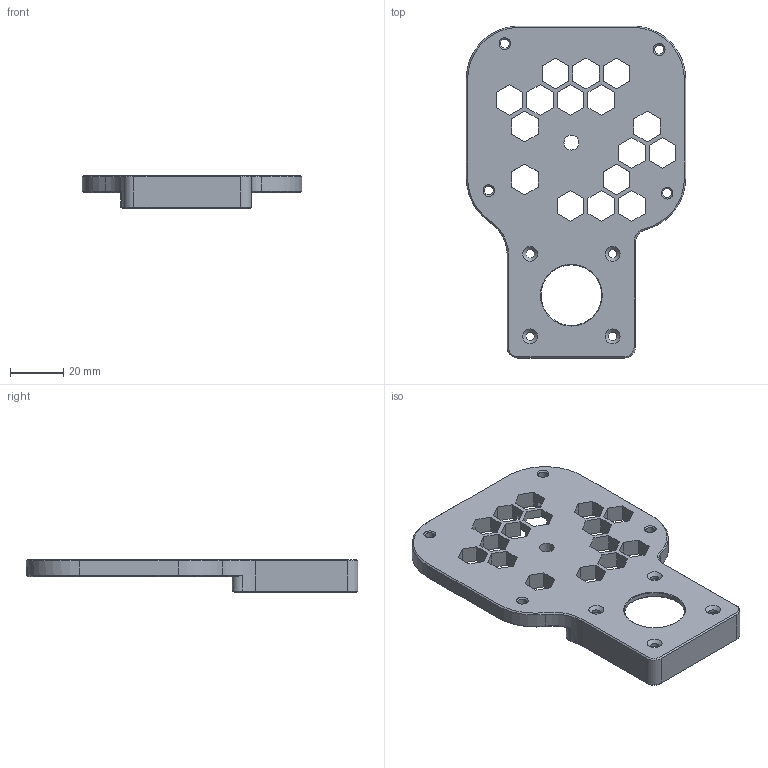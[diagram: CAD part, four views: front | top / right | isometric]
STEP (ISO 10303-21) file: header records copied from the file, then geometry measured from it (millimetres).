
FILE_DESCRIPTION(/* description */ (''),/* implementation_level */ '2;1');
FILE_NAME(/* name */ '3. Carriage Motor 2040.step',/* time_stamp */ '2020-06-19T04:11:45-03:00',/* author */ (''),/* organization */ (''),/* preprocessor_version */ 'ST-DEVELOPER v18.1',/* originating_system */ 'Autodesk Translation Framework v9.3.0.1241',/* authorisation */ '');
FILE_SCHEMA (('AUTOMOTIVE_DESIGN { 1 0 10303 214 3 1 1 }'));
Length unit declared in the file: millimetre
Products named in the file (1): 3. Carriage Motor 2040
Bounding box: 82.5 x 124.82 x 12.4 mm (x, y, z)
Volume: 36797.4 mm3; surface area: 22253.2 mm2
Topology: 1 solids, 1 shells, 214 faces, 589 edges, 376 vertices
Faces by surface type: plane 152, cone 36, cylinder 26
Full cylindrical faces by diameter (mm): 3.2 x4, 3.4 x3, 3.5 x1, 5.6 x1, 22.8 x1
Entity records: 6839 total; most frequent: CARTESIAN_POINT 1210, ORIENTED_EDGE 1178, DIRECTION 1105, EDGE_CURVE 589, LINE 483, VECTOR 483, VERTEX_POINT 376, AXIS2_PLACEMENT_3D 311
